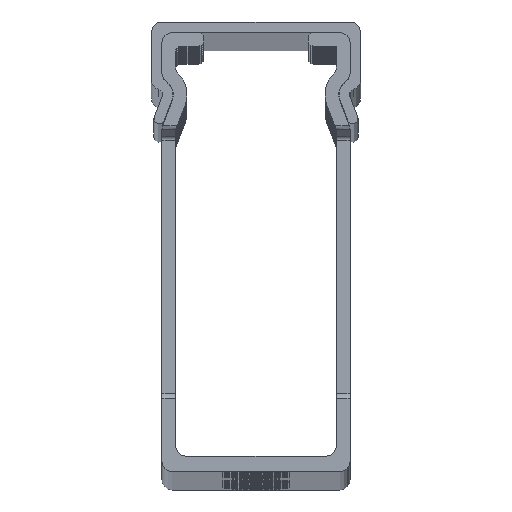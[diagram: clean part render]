
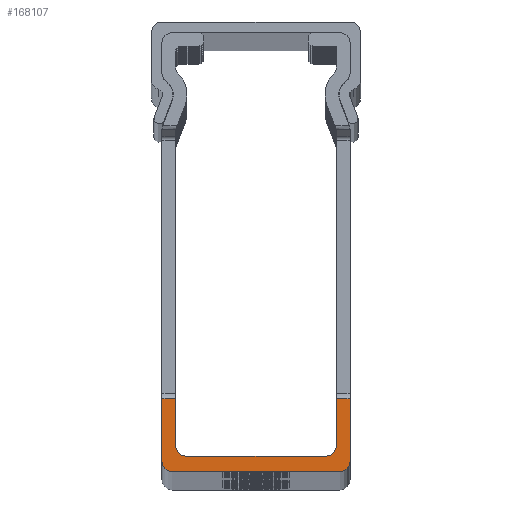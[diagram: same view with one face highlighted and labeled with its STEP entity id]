
A CAD part, top view. The second image highlights one B-rep face of the part: STEP entity #168107.
In plain terms, the highlighted planar face has unit normal (0, 0, 1).
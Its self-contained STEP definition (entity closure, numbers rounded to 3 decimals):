
#134201=CARTESIAN_POINT('',(9.,7.,0.));
#134202=VERTEX_POINT('',#134201);
#134209=CARTESIAN_POINT('',(9.,1.,0.));
#134210=VERTEX_POINT('',#134209);
#134211=CARTESIAN_POINT('',(9.,-12325.136,0.));
#134212=DIRECTION('',(0.,1.,0.));
#134213=VECTOR('',#134212,24690.);
#134214=LINE('',#134211,#134213);
#134215=EDGE_CURVE('',#134210,#134202,#134214,.T.);
#141698=CARTESIAN_POINT('',(8.,0.,0.));
#141699=VERTEX_POINT('',#141698);
#141700=CARTESIAN_POINT('',(8.,1.,0.));
#141701=DIRECTION('',(0.,-0.,1.));
#141702=DIRECTION('',(1.,0.,0.));
#141703=AXIS2_PLACEMENT_3D('',#141700,#141701,#141702);
#141704=CIRCLE('',#141703,1.);
#141705=EDGE_CURVE('',#141699,#134210,#141704,.T.);
#143171=CARTESIAN_POINT('',(-8.,-0.,0.));
#143172=VERTEX_POINT('',#143171);
#143173=CARTESIAN_POINT('',(-12339.975,-0.,0.));
#143174=DIRECTION('',(1.,0.,0.));
#143175=VECTOR('',#143174,24690.);
#143176=LINE('',#143173,#143175);
#143177=EDGE_CURVE('',#143172,#141699,#143176,.T.);
#143202=CARTESIAN_POINT('',(-9.,1.,0.));
#143203=VERTEX_POINT('',#143202);
#143204=CARTESIAN_POINT('',(-8.,1.,0.));
#143205=DIRECTION('',(0.,-0.,1.));
#143206=DIRECTION('',(1.,0.,0.));
#143207=AXIS2_PLACEMENT_3D('',#143204,#143205,#143206);
#143208=CIRCLE('',#143207,1.);
#143209=EDGE_CURVE('',#143203,#143172,#143208,.T.);
#150718=CARTESIAN_POINT('',(-9.,7.,0.));
#150719=VERTEX_POINT('',#150718);
#150720=CARTESIAN_POINT('',(-9.,12364.864,0.));
#150721=DIRECTION('',(0.,-1.,0.));
#150722=VECTOR('',#150721,24690.);
#150723=LINE('',#150720,#150722);
#150724=EDGE_CURVE('',#150719,#143203,#150723,.T.);
#151332=CARTESIAN_POINT('',(-7.7,7.,0.));
#151333=VERTEX_POINT('',#151332);
#151340=CARTESIAN_POINT('',(-7.7,2.5,0.));
#151341=VERTEX_POINT('',#151340);
#151342=CARTESIAN_POINT('',(-7.7,-12309.398,0.));
#151343=DIRECTION('',(-0.,1.,0.));
#151344=VECTOR('',#151343,24690.);
#151345=LINE('',#151342,#151344);
#151346=EDGE_CURVE('',#151341,#151333,#151345,.T.);
#158829=CARTESIAN_POINT('',(-6.7,1.5,0.));
#158830=VERTEX_POINT('',#158829);
#158831=CARTESIAN_POINT('',(-6.7,2.5,0.));
#158832=DIRECTION('',(-0.,0.,-1.));
#158833=DIRECTION('',(1.,0.,0.));
#158834=AXIS2_PLACEMENT_3D('',#158831,#158832,#158833);
#158835=CIRCLE('',#158834,1.);
#158836=EDGE_CURVE('',#158830,#151341,#158835,.T.);
#160302=CARTESIAN_POINT('',(6.7,1.5,0.));
#160303=VERTEX_POINT('',#160302);
#160304=CARTESIAN_POINT('',(12345.,1.5,0.));
#160305=DIRECTION('',(-1.,-0.,0.));
#160306=VECTOR('',#160305,24690.);
#160307=LINE('',#160304,#160306);
#160308=EDGE_CURVE('',#160303,#158830,#160307,.T.);
#160333=CARTESIAN_POINT('',(7.7,2.5,0.));
#160334=VERTEX_POINT('',#160333);
#160335=CARTESIAN_POINT('',(6.7,2.5,0.));
#160336=DIRECTION('',(-0.,0.,-1.));
#160337=DIRECTION('',(1.,0.,0.));
#160338=AXIS2_PLACEMENT_3D('',#160335,#160336,#160337);
#160339=CIRCLE('',#160338,1.);
#160340=EDGE_CURVE('',#160334,#160303,#160339,.T.);
#167849=CARTESIAN_POINT('',(7.7,7.,0.));
#167850=VERTEX_POINT('',#167849);
#167851=CARTESIAN_POINT('',(7.7,12380.602,0.));
#167852=DIRECTION('',(0.,-1.,0.));
#167853=VECTOR('',#167852,24690.);
#167854=LINE('',#167851,#167853);
#167855=EDGE_CURVE('',#167850,#160334,#167854,.T.);
#168078=CARTESIAN_POINT('',(6.7,38.727,0.));
#168079=DIRECTION('',(0.,0.,-1.));
#168080=DIRECTION('',(-1.,0.,0.));
#168081=AXIS2_PLACEMENT_3D('',#168078,#168079,#168080);
#168082=PLANE('',#168081);
#168083=ORIENTED_EDGE('',*,*,#134215,.T.);
#168084=CARTESIAN_POINT('',(12343.85,7.,0.));
#168085=DIRECTION('',(-1.,0.,0.));
#168086=VECTOR('',#168085,24690.);
#168087=LINE('',#168084,#168086);
#168088=EDGE_CURVE('',#134202,#167850,#168087,.T.);
#168089=ORIENTED_EDGE('',*,*,#168088,.T.);
#168090=ORIENTED_EDGE('',*,*,#167855,.T.);
#168091=ORIENTED_EDGE('',*,*,#160340,.T.);
#168092=ORIENTED_EDGE('',*,*,#160308,.T.);
#168093=ORIENTED_EDGE('',*,*,#158836,.T.);
#168094=ORIENTED_EDGE('',*,*,#151346,.T.);
#168095=CARTESIAN_POINT('',(12343.85,7.,0.));
#168096=DIRECTION('',(-1.,0.,0.));
#168097=VECTOR('',#168096,24690.);
#168098=LINE('',#168095,#168097);
#168099=EDGE_CURVE('',#151333,#150719,#168098,.T.);
#168100=ORIENTED_EDGE('',*,*,#168099,.T.);
#168101=ORIENTED_EDGE('',*,*,#150724,.T.);
#168102=ORIENTED_EDGE('',*,*,#143209,.T.);
#168103=ORIENTED_EDGE('',*,*,#143177,.T.);
#168104=ORIENTED_EDGE('',*,*,#141705,.T.);
#168105=EDGE_LOOP('',(#168083,#168089,#168090,#168091,#168092,#168093,#168094,#168100,#168101,#168102,#168103,#168104));
#168106=FACE_BOUND('',#168105,.T.);
#168107=ADVANCED_FACE('NONE',(#168106),#168082,.F.);
